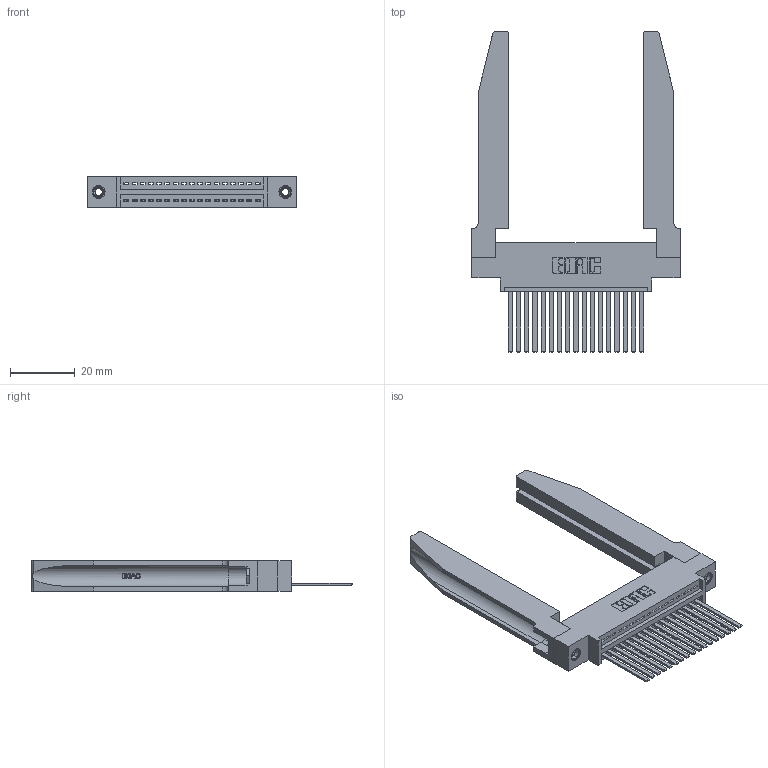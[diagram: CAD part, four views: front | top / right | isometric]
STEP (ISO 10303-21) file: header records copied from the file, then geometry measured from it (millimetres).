
FILE_DESCRIPTION (( 'STEP AP203' ), '1' );
FILE_NAME ('395-017-544-678.STEP', '2019-10-17T15:00:34', ( '' ), ( '' ), 'SwSTEP 2.0', 'SolidWorks 2016', '' );
FILE_SCHEMA (( 'CONFIG_CONTROL_DESIGN' ));
Length unit declared in the file: inch
Products named in the file (5): 395-017-544-678; 345-292-001_345-293-144; 345-220-078_345-220-078; 345-250-001_345-250-001-102; 345 Part_0.170 Offset - 0.156 Dia-TH
Assembly tree (22 placements, depth 2):
  395-017-544-678
    345 Part_0.170 Offset - 0.156 Dia-TH
    345-292-001_345-293-144  x17
    345-250-001_345-250-001-102  x2
    345-220-078_345-220-078  x2
Bounding box: 64.41 x 99.24 x 9.4 mm (x, y, z)
Volume: 13767.3 mm3; surface area: 15192.7 mm2
Topology: 22 solids, 22 shells, 1248 faces, 3647 edges, 2398 vertices
Faces by surface type: plane 838, cylinder 358, bspline 36, cone 12, torus 4
Entity records: 20848 total; most frequent: CARTESIAN_POINT 4510, ORIENTED_EDGE 3358, DIRECTION 2979, EDGE_CURVE 1679, LINE 1389, VECTOR 1389, VERTEX_POINT 1112, AXIS2_PLACEMENT_3D 795
